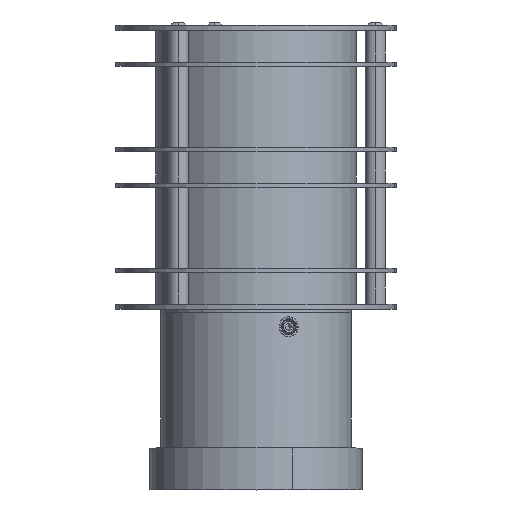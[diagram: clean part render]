
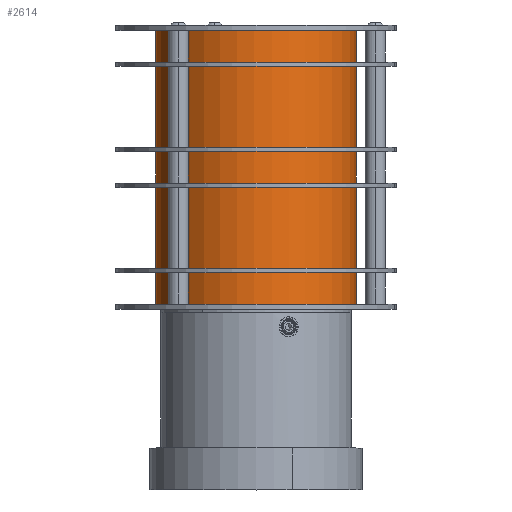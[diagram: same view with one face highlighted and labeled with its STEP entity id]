
A CAD part, top view. The second image highlights one B-rep face of the part: STEP entity #2614.
In plain terms, the highlighted cylindrical face has radius 60 mm (diameter 120 mm), a partial arc.
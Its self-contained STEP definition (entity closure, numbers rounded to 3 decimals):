
#219 = ORIENTED_EDGE ( 'NONE', *, *, #433, .F. ) ;
#433 = EDGE_CURVE ( 'NONE', #6061, #579, #8826, .T. ) ;
#470 = VERTEX_POINT ( 'NONE', #4671 ) ;
#579 = VERTEX_POINT ( 'NONE', #1800 ) ;
#598 = DIRECTION ( 'NONE',  ( 1., 0., 0.018 ) ) ;
#606 = ORIENTED_EDGE ( 'NONE', *, *, #8025, .T. ) ;
#1288 = CYLINDRICAL_SURFACE ( 'NONE', #7819, 60. ) ;
#1800 = CARTESIAN_POINT ( 'NONE',  ( 70.517, 674.908, 0.638 ) ) ;
#2262 = DIRECTION ( 'NONE',  ( 1., 0., 0.018 ) ) ;
#2519 = VECTOR ( 'NONE', #3973, 1000. ) ;
#2614 = ADVANCED_FACE ( 'NONE', ( #4631 ), #1288, .T. ) ;
#2902 = ORIENTED_EDGE ( 'NONE', *, *, #5165, .T. ) ;
#2918 = CARTESIAN_POINT ( 'NONE',  ( 10.526, 838.908, -0.436 ) ) ;
#3722 = DIRECTION ( 'NONE',  ( 0., -1., 0. ) ) ;
#3772 = DIRECTION ( 'NONE',  ( 1., 0., 0.018 ) ) ;
#3826 = CARTESIAN_POINT ( 'NONE',  ( 10.526, 838.908, -0.436 ) ) ;
#3846 = CARTESIAN_POINT ( 'NONE',  ( -49.464, 838.908, -1.509 ) ) ;
#3973 = DIRECTION ( 'NONE',  ( 0., -1., 0. ) ) ;
#4511 = AXIS2_PLACEMENT_3D ( 'NONE', #8139, #10401, #2262 ) ;
#4631 = FACE_OUTER_BOUND ( 'NONE', #7712, .T. ) ;
#4671 = CARTESIAN_POINT ( 'NONE',  ( -49.464, 674.908, -1.509 ) ) ;
#4680 = CIRCLE ( 'NONE', #4511, 60. ) ;
#5165 = EDGE_CURVE ( 'NONE', #6061, #7154, #5649, .T. ) ;
#5291 = LINE ( 'NONE', #3846, #6938 ) ;
#5416 = CARTESIAN_POINT ( 'NONE',  ( -49.464, 838.908, -1.509 ) ) ;
#5649 = CIRCLE ( 'NONE', #9962, 60. ) ;
#6061 = VERTEX_POINT ( 'NONE', #8048 ) ;
#6938 = VECTOR ( 'NONE', #7783, 1000. ) ;
#7154 = VERTEX_POINT ( 'NONE', #5416 ) ;
#7712 = EDGE_LOOP ( 'NONE', ( #2902, #8514, #606, #219 ) ) ;
#7783 = DIRECTION ( 'NONE',  ( 0., -1., 0. ) ) ;
#7819 = AXIS2_PLACEMENT_3D ( 'NONE', #3826, #3722, #598 ) ;
#7872 = DIRECTION ( 'NONE',  ( 0., -1., 0. ) ) ;
#8022 = CARTESIAN_POINT ( 'NONE',  ( 70.517, 838.908, 0.638 ) ) ;
#8025 = EDGE_CURVE ( 'NONE', #470, #579, #4680, .T. ) ;
#8048 = CARTESIAN_POINT ( 'NONE',  ( 70.517, 838.908, 0.638 ) ) ;
#8139 = CARTESIAN_POINT ( 'NONE',  ( 10.526, 674.908, -0.436 ) ) ;
#8514 = ORIENTED_EDGE ( 'NONE', *, *, #8678, .T. ) ;
#8678 = EDGE_CURVE ( 'NONE', #7154, #470, #5291, .T. ) ;
#8826 = LINE ( 'NONE', #8022, #2519 ) ;
#9962 = AXIS2_PLACEMENT_3D ( 'NONE', #2918, #7872, #3772 ) ;
#10401 = DIRECTION ( 'NONE',  ( 0., 1., 0. ) ) ;
